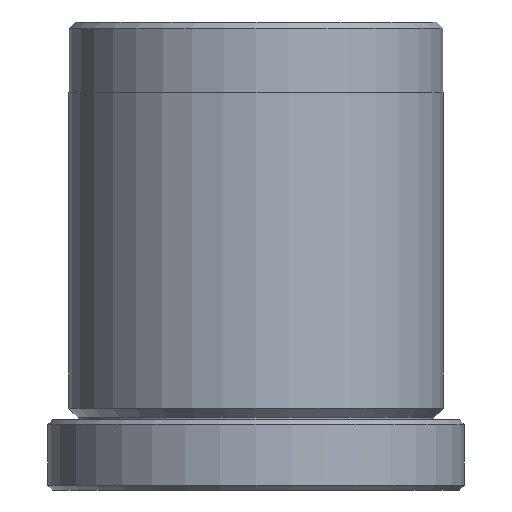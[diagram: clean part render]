
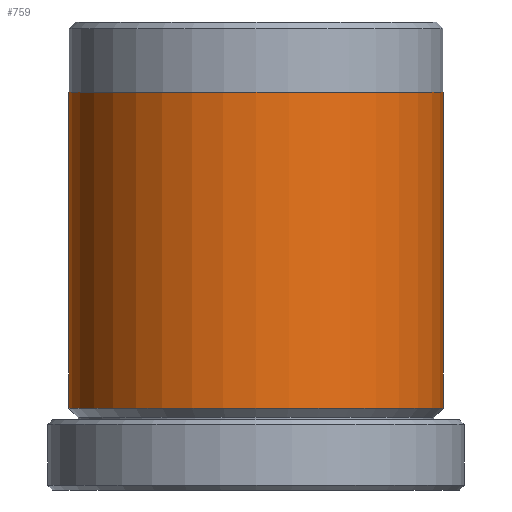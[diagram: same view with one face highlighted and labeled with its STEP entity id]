
A CAD part, front view. The second image highlights one B-rep face of the part: STEP entity #759.
In plain terms, the highlighted cylindrical face has radius 8 mm (diameter 16 mm), a partial arc.
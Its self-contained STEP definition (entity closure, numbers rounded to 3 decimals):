
#16 = FACE_OUTER_BOUND ( 'NONE', #473, .T. ) ;
#23 = VECTOR ( 'NONE', #67, 1000. ) ;
#67 = DIRECTION ( 'NONE',  ( 0., 0., -1. ) ) ;
#90 = CARTESIAN_POINT ( 'NONE',  ( 8., 0., 20. ) ) ;
#158 = DIRECTION ( 'NONE',  ( 0., 0., -1. ) ) ;
#177 = VERTEX_POINT ( 'NONE', #513 ) ;
#216 = AXIS2_PLACEMENT_3D ( 'NONE', #941, #654, #931 ) ;
#217 = AXIS2_PLACEMENT_3D ( 'NONE', #1747, #2076, #2269 ) ;
#282 = EDGE_CURVE ( 'NONE', #1895, #177, #1134, .T. ) ;
#296 = VECTOR ( 'NONE', #158, 1000. ) ;
#349 = LINE ( 'NONE', #504, #296 ) ;
#473 = EDGE_LOOP ( 'NONE', ( #1371, #1326, #1304, #1216 ) ) ;
#504 = CARTESIAN_POINT ( 'NONE',  ( -8., 0., 20. ) ) ;
#513 = CARTESIAN_POINT ( 'NONE',  ( -8., 0., 3.5 ) ) ;
#654 = DIRECTION ( 'NONE',  ( 0., 0., -1. ) ) ;
#660 = EDGE_CURVE ( 'NONE', #852, #177, #349, .T. ) ;
#759 = ADVANCED_FACE ( 'NONE', ( #16 ), #1478, .T. ) ;
#840 = CARTESIAN_POINT ( 'NONE',  ( -8., 0., 17. ) ) ;
#852 = VERTEX_POINT ( 'NONE', #840 ) ;
#865 = CARTESIAN_POINT ( 'NONE',  ( 8., 0., 17. ) ) ;
#931 = DIRECTION ( 'NONE',  ( -1., 0., 0. ) ) ;
#941 = CARTESIAN_POINT ( 'NONE',  ( 0., 0., 3.5 ) ) ;
#996 = EDGE_CURVE ( 'NONE', #1536, #1895, #1785, .T. ) ;
#1134 = CIRCLE ( 'NONE', #216, 8. ) ;
#1216 = ORIENTED_EDGE ( 'NONE', *, *, #282, .F. ) ;
#1247 = AXIS2_PLACEMENT_3D ( 'NONE', #1758, #1726, #1767 ) ;
#1304 = ORIENTED_EDGE ( 'NONE', *, *, #660, .T. ) ;
#1326 = ORIENTED_EDGE ( 'NONE', *, *, #1556, .F. ) ;
#1371 = ORIENTED_EDGE ( 'NONE', *, *, #996, .F. ) ;
#1478 = CYLINDRICAL_SURFACE ( 'NONE', #1247, 8. ) ;
#1536 = VERTEX_POINT ( 'NONE', #865 ) ;
#1556 = EDGE_CURVE ( 'NONE', #852, #1536, #2284, .T. ) ;
#1576 = CARTESIAN_POINT ( 'NONE',  ( 8., 0., 3.5 ) ) ;
#1726 = DIRECTION ( 'NONE',  ( 0., 0., -1. ) ) ;
#1747 = CARTESIAN_POINT ( 'NONE',  ( 0., 0., 17. ) ) ;
#1758 = CARTESIAN_POINT ( 'NONE',  ( 0., 0., 20. ) ) ;
#1767 = DIRECTION ( 'NONE',  ( -1., 0., 0. ) ) ;
#1785 = LINE ( 'NONE', #90, #23 ) ;
#1895 = VERTEX_POINT ( 'NONE', #1576 ) ;
#2076 = DIRECTION ( 'NONE',  ( 0., 0., 1. ) ) ;
#2269 = DIRECTION ( 'NONE',  ( 1., 0., 0. ) ) ;
#2284 = CIRCLE ( 'NONE', #217, 8. ) ;
